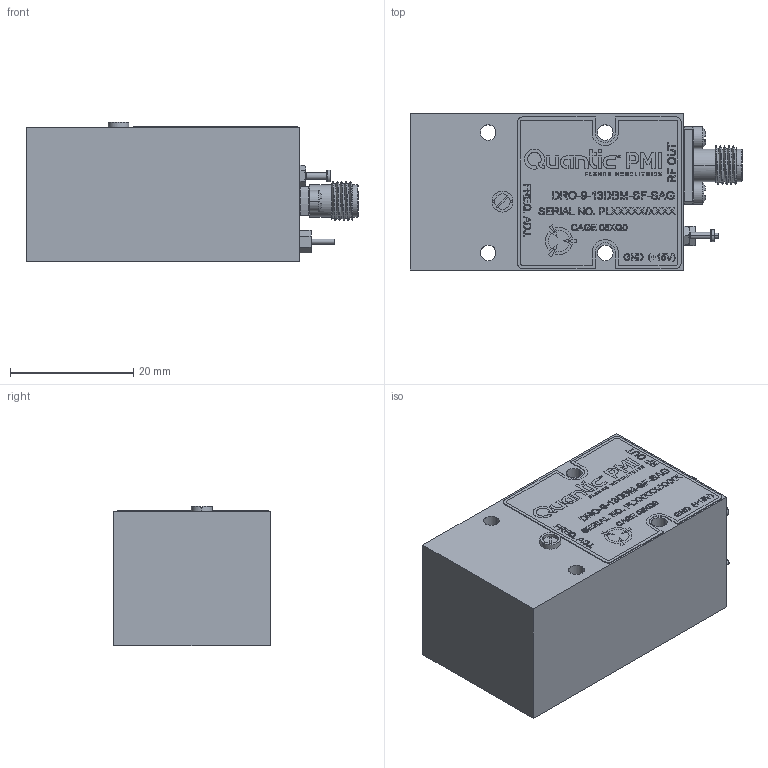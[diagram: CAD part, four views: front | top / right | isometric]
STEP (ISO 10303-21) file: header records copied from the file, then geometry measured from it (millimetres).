
FILE_DESCRIPTION (( 'STEP AP214' ), '1' );
FILE_NAME ('DRO-9-13DBM-SF-SAG.STEP', '2025-10-27T17:56:55', ( '' ), ( '' ), 'SwSTEP 2.0', 'SolidWorks 2024', '' );
FILE_SCHEMA (( 'AUTOMOTIVE_DESIGN' ));
Length unit declared in the file: inch
Products named in the file (1): DRO-9-13DBM-SF-SAG
Bounding box: 53.98 x 25.4 x 22.74 mm (x, y, z)
Volume: 24710.3 mm3; surface area: 8145.8 mm2
Topology: 11 solids, 11 shells, 505 faces, 2182 edges, 1828 vertices
Faces by surface type: plane 251, cylinder 109, torus 57, sphere 39, cone 33, bspline 16
Entity records: 36671 total; most frequent: CARTESIAN_POINT 12345, ORIENTED_EDGE 4316, DIRECTION 2994, EDGE_CURVE 2158, VERTEX_POINT 1828, VECTOR 1084, LINE 1084, AXIS2_PLACEMENT_3D 955
